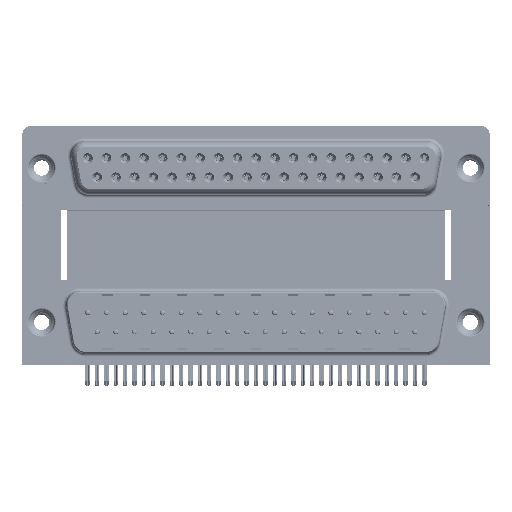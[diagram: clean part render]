
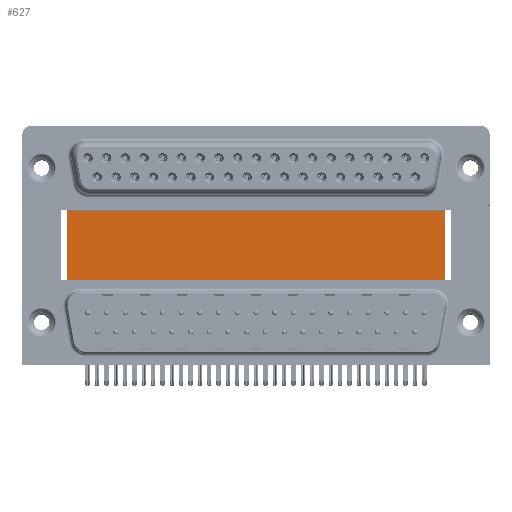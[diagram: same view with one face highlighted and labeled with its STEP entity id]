
A CAD part, top view. The second image highlights one B-rep face of the part: STEP entity #627.
In plain terms, the highlighted planar face has unit normal (0, 0, 1).
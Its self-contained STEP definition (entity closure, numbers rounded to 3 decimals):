
#627 = ADVANCED_FACE ( 'NONE', ( #36233 ), #57861, .F. ) ;
#3946 = DIRECTION ( 'NONE',  ( 0., 0., -1. ) ) ;
#7628 = ORIENTED_EDGE ( 'NONE', *, *, #43462, .F. ) ;
#7898 = LINE ( 'NONE', #24284, #18423 ) ;
#10191 = CARTESIAN_POINT ( 'NONE',  ( 59.71, -3.735, -12. ) ) ;
#13851 = VERTEX_POINT ( 'NONE', #10191 ) ;
#13853 = ORIENTED_EDGE ( 'NONE', *, *, #42716, .T. ) ;
#14409 = CARTESIAN_POINT ( 'NONE',  ( 59.71, 16.585, -12. ) ) ;
#15333 = LINE ( 'NONE', #53310, #19015 ) ;
#16197 = EDGE_LOOP ( 'NONE', ( #45023, #7628, #55119, #13853 ) ) ;
#18423 = VECTOR ( 'NONE', #29935, 1000. ) ;
#19015 = VECTOR ( 'NONE', #59335, 1000. ) ;
#20024 = VERTEX_POINT ( 'NONE', #57085 ) ;
#24284 = CARTESIAN_POINT ( 'NONE',  ( 3.79, -3.735, -12. ) ) ;
#24812 = VECTOR ( 'NONE', #50640, 1000. ) ;
#29023 = LINE ( 'NONE', #55253, #24812 ) ;
#29598 = DIRECTION ( 'NONE',  ( 1., 0., 0. ) ) ;
#29935 = DIRECTION ( 'NONE',  ( 1., 0., 0. ) ) ;
#36233 = FACE_OUTER_BOUND ( 'NONE', #16197, .T. ) ;
#36685 = VERTEX_POINT ( 'NONE', #53906 ) ;
#37881 = EDGE_CURVE ( 'NONE', #20024, #13851, #7898, .T. ) ;
#38045 = AXIS2_PLACEMENT_3D ( 'NONE', #52540, #3946, #47236 ) ;
#42716 = EDGE_CURVE ( 'NONE', #36685, #20024, #15333, .T. ) ;
#43462 = EDGE_CURVE ( 'NONE', #60453, #13851, #29023, .T. ) ;
#45023 = ORIENTED_EDGE ( 'NONE', *, *, #37881, .T. ) ;
#46589 = CARTESIAN_POINT ( 'NONE',  ( 3.79, 16.585, -12. ) ) ;
#47236 = DIRECTION ( 'NONE',  ( -1., 0., 0. ) ) ;
#50640 = DIRECTION ( 'NONE',  ( 0., -1., 0. ) ) ;
#52540 = CARTESIAN_POINT ( 'NONE',  ( 3.79, 16.585, -12. ) ) ;
#53310 = CARTESIAN_POINT ( 'NONE',  ( 3.79, 16.585, -12. ) ) ;
#53906 = CARTESIAN_POINT ( 'NONE',  ( 3.79, 16.585, -12. ) ) ;
#55119 = ORIENTED_EDGE ( 'NONE', *, *, #69700, .F. ) ;
#55253 = CARTESIAN_POINT ( 'NONE',  ( 59.71, 16.585, -12. ) ) ;
#57085 = CARTESIAN_POINT ( 'NONE',  ( 3.79, -3.735, -12. ) ) ;
#57232 = LINE ( 'NONE', #46589, #59204 ) ;
#57861 = PLANE ( 'NONE',  #38045 ) ;
#59204 = VECTOR ( 'NONE', #29598, 1000. ) ;
#59335 = DIRECTION ( 'NONE',  ( 0., -1., 0. ) ) ;
#60453 = VERTEX_POINT ( 'NONE', #14409 ) ;
#69700 = EDGE_CURVE ( 'NONE', #36685, #60453, #57232, .T. ) ;
